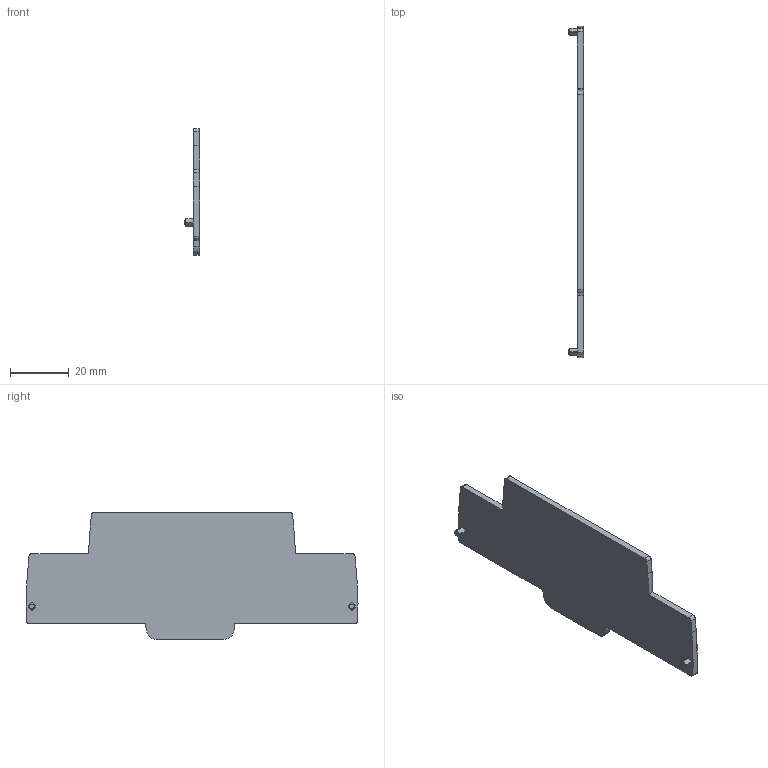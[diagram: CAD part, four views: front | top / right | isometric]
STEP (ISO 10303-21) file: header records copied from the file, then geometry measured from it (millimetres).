
FILE_DESCRIPTION(('CATIA V5 STEP Exchange','CAx-IF Rec.Pracs.--- Model Styling and Organization---1.4--- 2014-01-23'),'2;1');
FILE_NAME ('1241843-1_0_2744160000_2744160000.stp','2021-01-18T05:56:30+00:00',('none'),('Weidmueller'),'CATIA Version 5-6 Release 2016 SP3 HF44','CATIA V5 STEP AP214','none');
FILE_SCHEMA(('AUTOMOTIVE_DESIGN { 1 0 10303 214 1 1 1 1 }'));
Length unit declared in the file: millimetre
Products named in the file (1): 2744160000
Bounding box: 5.1 x 112.82 x 43.1 mm (x, y, z)
Volume: 7972.9 mm3; surface area: 8248.1 mm2
Topology: 1 solids, 1 shells, 68 faces, 190 edges, 126 vertices
Faces by surface type: cylinder 38, plane 26, cone 4
Entity records: 2246 total; most frequent: CARTESIAN_POINT 543, ORIENTED_EDGE 380, DIRECTION 290, EDGE_CURVE 190, VERTEX_POINT 126, AXIS2_PLACEMENT_3D 115, VECTOR 112, LINE 112
